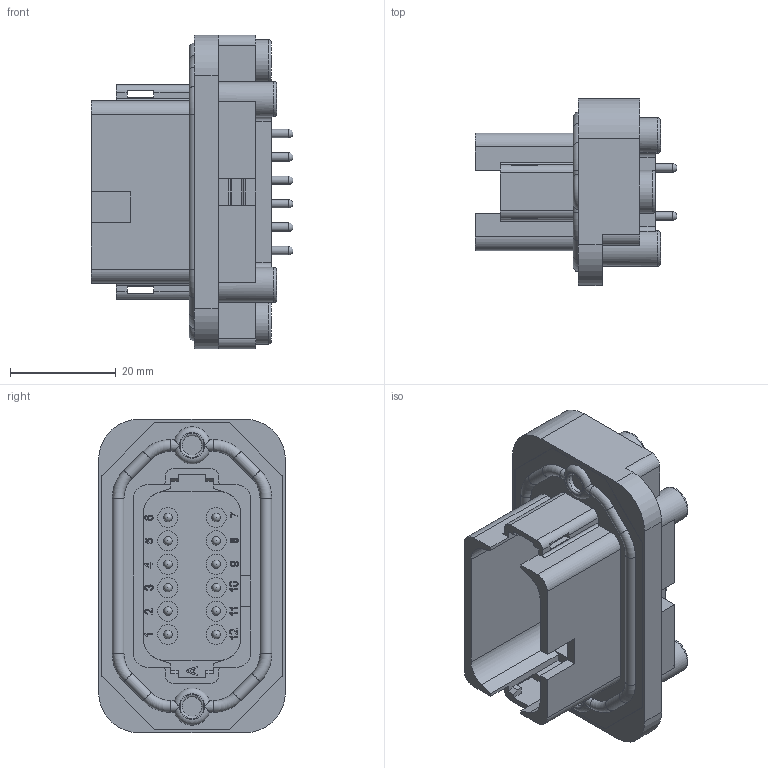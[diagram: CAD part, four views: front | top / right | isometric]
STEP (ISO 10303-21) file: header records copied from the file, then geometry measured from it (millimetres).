
FILE_DESCRIPTION(/* description */ ('STEP AP203'),/* implementation_level */ '2;1');
FILE_NAME(/* name */ 'AT15-12PA-BM17',/* time_stamp */ '2024-05-23T19:46:45+02:00',/* author */ ('License CC BY-ND 4.0'),/* organization */ ('CADENAS'),/* preprocessor_version */ 'ST-DEVELOPER v19.3',/* originating_system */ 'PARTsolutions',/* authorisation */ ' ');
FILE_SCHEMA (('CONFIG_CONTROL_DESIGN'));
Length unit declared in the file: millimetre
Products named in the file (1): AT15-12PA-BM17
Bounding box: 38.12 x 35.25 x 59.2 mm (x, y, z)
Volume: 25239.5 mm3; surface area: 12153.8 mm2
Topology: 1 solids, 1 shells, 427 faces, 1155 edges, 764 vertices
Faces by surface type: plane 247, cylinder 136, sphere 24, torus 20
Full cylindrical faces by diameter (mm): 0.3 x1, 0.5 x1, 1.58 x24, 3.7 x2, 3.8 x12, 6.6 x4, 8.1 x2
Entity records: 15595 total; most frequent: CARTESIAN_POINT 2193, DIRECTION 2191, ORIENTED_EDGE 2046, EDGE_CURVE 1023, AXIS2_PLACEMENT_3D 748, VERTEX_POINT 710, LINE 695, VECTOR 695
